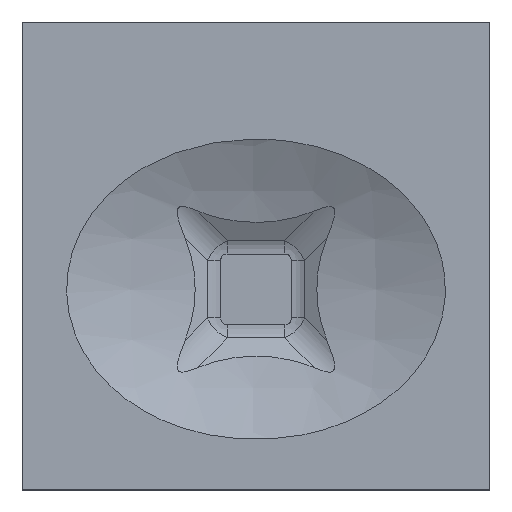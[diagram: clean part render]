
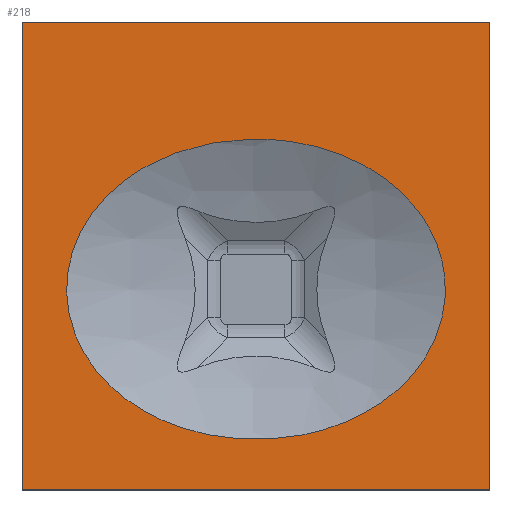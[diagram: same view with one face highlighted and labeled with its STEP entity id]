
A CAD part, top view. The second image highlights one B-rep face of the part: STEP entity #218.
In plain terms, the highlighted planar face has unit normal (0, 0, 1).
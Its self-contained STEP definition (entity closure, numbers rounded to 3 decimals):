
#128=PLANE('',#474);
#156=LINE('',#791,#184);
#160=LINE('',#800,#188);
#163=LINE('',#806,#191);
#166=LINE('',#812,#194);
#184=VECTOR('',#506,1.);
#188=VECTOR('',#512,1.);
#191=VECTOR('',#517,1.);
#194=VECTOR('',#522,1.);
#218=ADVANCED_FACE('',(#239,#240),#128,.T.);
#239=FACE_BOUND('',#248,.T.);
#240=FACE_BOUND('',#249,.T.);
#248=EDGE_LOOP('',(#296));
#249=EDGE_LOOP('',(#297,#298,#299,#300));
#296=ORIENTED_EDGE('',*,*,#406,.F.);
#297=ORIENTED_EDGE('',*,*,#415,.T.);
#298=ORIENTED_EDGE('',*,*,#419,.T.);
#299=ORIENTED_EDGE('',*,*,#422,.T.);
#300=ORIENTED_EDGE('',*,*,#425,.T.);
#373=VERTEX_POINT('',#637);
#382=VERTEX_POINT('',#792);
#383=VERTEX_POINT('',#793);
#386=VERTEX_POINT('',#801);
#388=VERTEX_POINT('',#807);
#406=EDGE_CURVE('',#373,#373,#459,.T.);
#415=EDGE_CURVE('',#382,#383,#156,.T.);
#419=EDGE_CURVE('',#383,#386,#160,.T.);
#422=EDGE_CURVE('',#386,#388,#163,.T.);
#425=EDGE_CURVE('',#388,#382,#166,.T.);
#459=B_SPLINE_CURVE_WITH_KNOTS('',3,(#605,#606,#607,#608,#609,#610,#611,
#612,#613,#614,#615,#616,#617,#618,#619,#620,#621,#622,#623,#624,#625,#626,
#627,#628,#629,#630,#631,#632,#633,#634,#635,#636),.UNSPECIFIED.,.T.,.F.,
(2,2,2,2,2,2,2,2,2,2,2,2,2,2,2,2,2,2),(-0.125,0.,0.063,0.125,0.188,0.25,
0.313,0.375,0.438,0.5,0.563,0.625,0.688,0.75,0.813,0.875,1.,1.063),
 .UNSPECIFIED.);
#474=AXIS2_PLACEMENT_3D('',#816,#528,#529);
#506=DIRECTION('',(1.,0.,0.));
#512=DIRECTION('',(0.,1.,0.));
#517=DIRECTION('',(-1.,0.,0.));
#522=DIRECTION('',(0.,-1.,0.));
#528=DIRECTION('',(0.,0.,1.));
#529=DIRECTION('',(1.,0.,0.));
#605=CARTESIAN_POINT('',(41.179,52.574,0.));
#606=CARTESIAN_POINT('',(31.108,52.428,0.));
#607=CARTESIAN_POINT('',(27.822,51.935,0.));
#608=CARTESIAN_POINT('',(21.406,49.98,0.));
#609=CARTESIAN_POINT('',(18.402,48.553,0.));
#610=CARTESIAN_POINT('',(12.995,44.599,0.));
#611=CARTESIAN_POINT('',(10.666,42.083,0.));
#612=CARTESIAN_POINT('',(7.442,36.239,0.));
#613=CARTESIAN_POINT('',(6.574,32.896,0.));
#614=CARTESIAN_POINT('',(6.731,26.245,0.));
#615=CARTESIAN_POINT('',(7.762,22.917,0.));
#616=CARTESIAN_POINT('',(11.26,17.187,0.));
#617=CARTESIAN_POINT('',(13.687,14.772,0.));
#618=CARTESIAN_POINT('',(19.214,11.016,0.));
#619=CARTESIAN_POINT('',(22.322,9.656,0.));
#620=CARTESIAN_POINT('',(28.738,7.898,0.));
#621=CARTESIAN_POINT('',(32.106,7.483,0.));
#622=CARTESIAN_POINT('',(38.759,7.562,0.));
#623=CARTESIAN_POINT('',(42.122,8.058,0.));
#624=CARTESIAN_POINT('',(48.458,9.967,0.));
#625=CARTESIAN_POINT('',(51.54,11.417,0.));
#626=CARTESIAN_POINT('',(56.933,15.337,0.));
#627=CARTESIAN_POINT('',(59.281,17.85,0.));
#628=CARTESIAN_POINT('',(62.533,23.69,0.));
#629=CARTESIAN_POINT('',(63.423,27.038,0.));
#630=CARTESIAN_POINT('',(63.274,33.764,0.));
#631=CARTESIAN_POINT('',(62.246,37.061,0.));
#632=CARTESIAN_POINT('',(58.759,42.789,0.));
#633=CARTESIAN_POINT('',(56.319,45.225,0.));
#634=CARTESIAN_POINT('',(47.995,50.881,0.));
#635=CARTESIAN_POINT('',(41.179,52.574,0.));
#636=CARTESIAN_POINT('',(31.108,52.428,0.));
#637=CARTESIAN_POINT('',(34.465,52.476,0.));
#791=CARTESIAN_POINT('',(0.,0.,0.));
#792=CARTESIAN_POINT('',(0.,0.,0.));
#793=CARTESIAN_POINT('',(70.,0.,0.));
#800=CARTESIAN_POINT('',(70.,0.,0.));
#801=CARTESIAN_POINT('',(70.,70.,0.));
#806=CARTESIAN_POINT('',(70.,70.,0.));
#807=CARTESIAN_POINT('',(0.,70.,0.));
#812=CARTESIAN_POINT('',(0.,70.,0.));
#816=CARTESIAN_POINT('',(0.,0.,0.));
